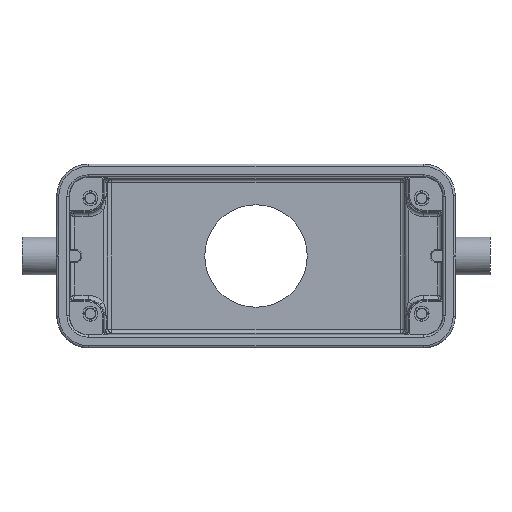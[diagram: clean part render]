
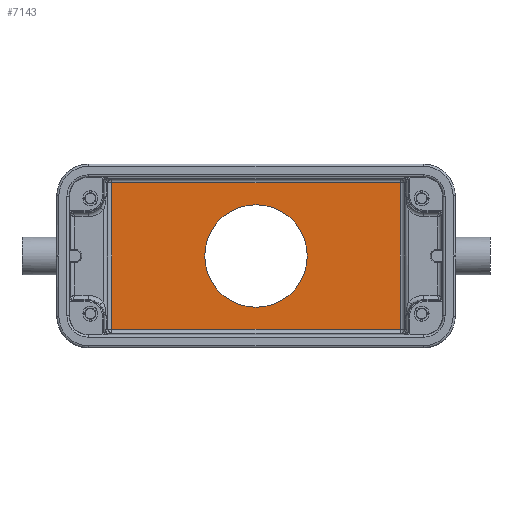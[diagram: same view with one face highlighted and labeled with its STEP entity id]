
A CAD part, front view. The second image highlights one B-rep face of the part: STEP entity #7143.
In plain terms, the highlighted planar face has unit normal (0, -1, 0).
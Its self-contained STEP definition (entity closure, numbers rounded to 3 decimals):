
#637=DIRECTION('',(0.,0.,-1.));
#638=VECTOR('',#637,34.284);
#639=CARTESIAN_POINT('',(-33.75,42.,17.142));
#640=LINE('',#639,#638);
#656=DIRECTION('',(1.,0.,0.));
#657=VECTOR('',#656,67.5);
#658=CARTESIAN_POINT('',(-33.75,42.,-17.142));
#659=LINE('',#658,#657);
#664=CARTESIAN_POINT('',(0.,42.,0.));
#665=DIRECTION('',(0.,-1.,0.));
#666=DIRECTION('',(1.,0.,0.));
#667=AXIS2_PLACEMENT_3D('',#664,#665,#666);
#669=CARTESIAN_POINT('',(0.,42.,0.));
#670=DIRECTION('',(0.,-1.,0.));
#671=DIRECTION('',(-1.,0.,0.));
#672=AXIS2_PLACEMENT_3D('',#669,#670,#671);
#678=DIRECTION('',(-1.,0.,0.));
#679=VECTOR('',#678,67.5);
#680=CARTESIAN_POINT('',(33.75,42.,17.142));
#681=LINE('',#680,#679);
#1041=DIRECTION('',(0.,0.,1.));
#1042=VECTOR('',#1041,34.284);
#1043=CARTESIAN_POINT('',(33.75,42.,-17.142));
#1044=LINE('',#1043,#1042);
#4960=CARTESIAN_POINT('',(-33.75,42.,-17.142));
#4961=VERTEX_POINT('',#4960);
#4962=CARTESIAN_POINT('',(-33.75,42.,17.142));
#4963=VERTEX_POINT('',#4962);
#4966=CARTESIAN_POINT('',(33.75,42.,-17.142));
#4967=VERTEX_POINT('',#4966);
#4970=CARTESIAN_POINT('',(33.75,42.,17.142));
#4971=VERTEX_POINT('',#4970);
#5921=CARTESIAN_POINT('',(12.,42.,0.));
#5922=CARTESIAN_POINT('',(-12.,42.,0.));
#5923=VERTEX_POINT('',#5921);
#5924=VERTEX_POINT('',#5922);
#7124=CARTESIAN_POINT('',(43.75,42.,-18.5));
#7125=DIRECTION('',(0.,1.,0.));
#7126=DIRECTION('',(0.,0.,1.));
#7127=AXIS2_PLACEMENT_3D('',#7124,#7125,#7126);
#7128=PLANE('',#7127);
#7129=ORIENTED_EDGE('',*,*,#7111,.F.);
#7130=ORIENTED_EDGE('',*,*,#7088,.F.);
#7132=ORIENTED_EDGE('',*,*,#7131,.F.);
#7134=ORIENTED_EDGE('',*,*,#7133,.F.);
#7135=EDGE_LOOP('',(#7129,#7130,#7132,#7134));
#7136=FACE_OUTER_BOUND('',#7135,.F.);
#7138=ORIENTED_EDGE('',*,*,#7137,.T.);
#7140=ORIENTED_EDGE('',*,*,#7139,.T.);
#7141=EDGE_LOOP('',(#7138,#7140));
#7142=FACE_BOUND('',#7141,.F.);
#7143=ADVANCED_FACE('',(#7136,#7142),#7128,.F.);
#668=CIRCLE('',#667,12.);
#673=CIRCLE('',#672,12.);
#7088=EDGE_CURVE('',#4963,#4961,#640,.T.);
#7111=EDGE_CURVE('',#4961,#4967,#659,.T.);
#7131=EDGE_CURVE('',#4971,#4963,#681,.T.);
#7133=EDGE_CURVE('',#4967,#4971,#1044,.T.);
#7137=EDGE_CURVE('',#5923,#5924,#668,.T.);
#7139=EDGE_CURVE('',#5924,#5923,#673,.T.);
